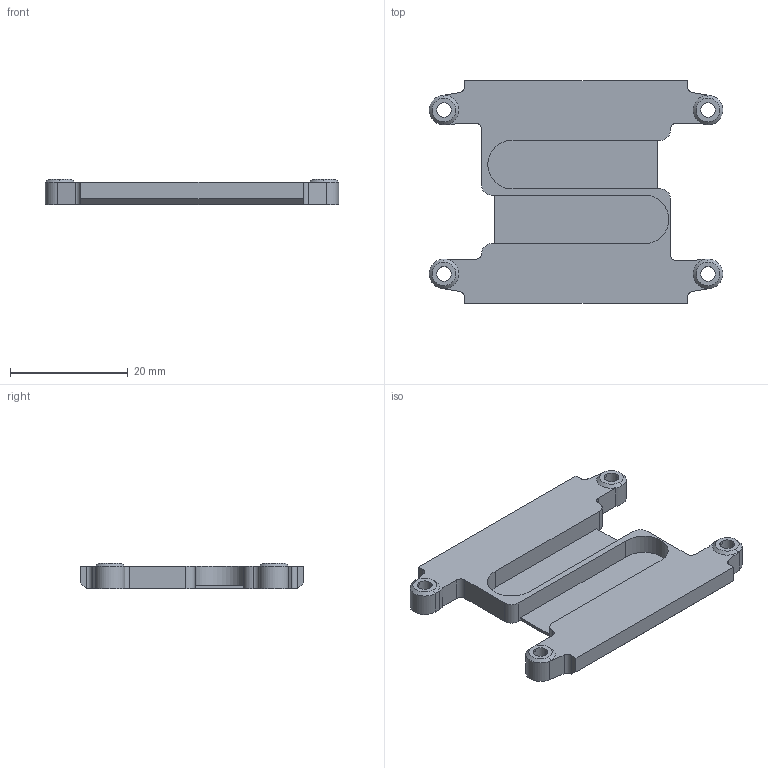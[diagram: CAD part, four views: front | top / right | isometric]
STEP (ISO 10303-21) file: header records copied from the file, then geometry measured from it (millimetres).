
FILE_DESCRIPTION(/* description */ (''),/* implementation_level */ '2;1');
FILE_NAME(/* name */ 'SPREADER-P3701-LIDLESS.stp',/* time_stamp */ '2023-11-01T20:45:50+03:00',/* author */ (''),/* organization */ (''),/* preprocessor_version */ 'ST-DEVELOPER v16.7',/* originating_system */ 'SIEMENS PLM Software NX 12.0',/* authorisation */ '');
FILE_SCHEMA (('AUTOMOTIVE_DESIGN { 1 0 10303 214 3 1 1 1 }'));
Length unit declared in the file: millimetre
Products named in the file (1): SPREADER-P3701-LIDLESS
Bounding box: 49.79 x 37.8 x 4.35 mm (x, y, z)
Volume: 3613.2 mm3; surface area: 3953.9 mm2
Topology: 1 solids, 1 shells, 75 faces, 224 edges, 151 vertices
Faces by surface type: plane 39, cylinder 28, cone 8
Entity records: 2607 total; most frequent: DIRECTION 457, CARTESIAN_POINT 451, ORIENTED_EDGE 448, EDGE_CURVE 224, AXIS2_PLACEMENT_3D 157, VERTEX_POINT 151, LINE 143, VECTOR 143
